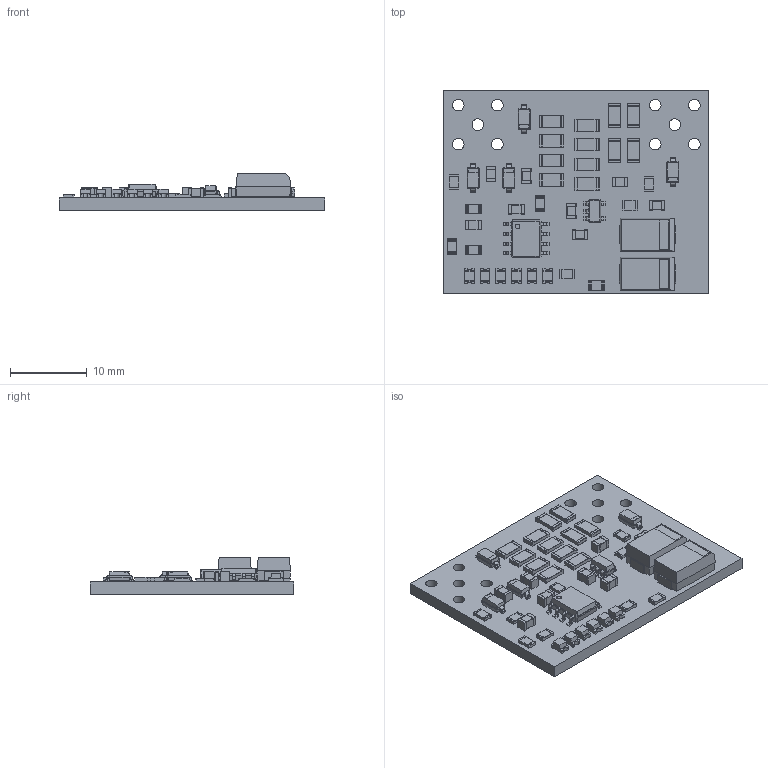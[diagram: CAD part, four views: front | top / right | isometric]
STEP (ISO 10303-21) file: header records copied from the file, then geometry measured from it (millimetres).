
FILE_DESCRIPTION(('KiCad electronic assembly'),'2;1');
FILE_NAME('BlinkySWR-0.2-S.step','2020-04-12T10:57:47',('An Author'),( 'A Company'),'Open CASCADE STEP processor 7.3', 'KiCad to STEP converter','Unknown');
FILE_SCHEMA(('AUTOMOTIVE_DESIGN { 1 0 10303 214 1 1 1 1 }'));
Length unit declared in the file: millimetre
Products named in the file (18): Open CASCADE STEP translator 7.3 1; R_1206_3216Metric; SOLID; SOIC-8_3.9x4.9mm_P1.27mm; CP_EIA-7343-31_Kemet-D; C_0805_2012Metric; LED_0805_2012Metric_Castellated; SOT-23-5; R_0805_2012Metric; D_SOD-123; COMPOUND
Assembly tree (52 placements, depth 3):
  Open CASCADE STEP translator 7.3 1
    R_1206_3216Metric  x12
      SOLID
    SOIC-8_3.9x4.9mm_P1.27mm
      SOLID
    CP_EIA-7343-31_Kemet-D  x2
      SOLID
    C_0805_2012Metric  x8
      SOLID
    LED_0805_2012Metric_Castellated  x6
      SOLID
    SOT-23-5
      SOLID
    R_0805_2012Metric  x9
      SOLID
    D_SOD-123  x4
      SOLID
    COMPOUND
Bounding box: 34.5 x 26.5 x 4.75 mm (x, y, z)
Volume: 1744.5 mm3; surface area: 2952.8 mm2
Topology: 44 solids, 44 shells, 1639 faces, 4200 edges, 2680 vertices
Faces by surface type: plane 1003, cylinder 453, bspline 183
Full cylindrical faces by diameter (mm): 0.6 x1, 1.5 x10
Entity records: 40459 total; most frequent: CARTESIAN_POINT 10807, DIRECTION 4615, LINE 3115, VECTOR 3115, ORIENTED_EDGE 2618, PCURVE 2618, DEFINITIONAL_REPRESENTATION 2618, EDGE_CURVE 1309
